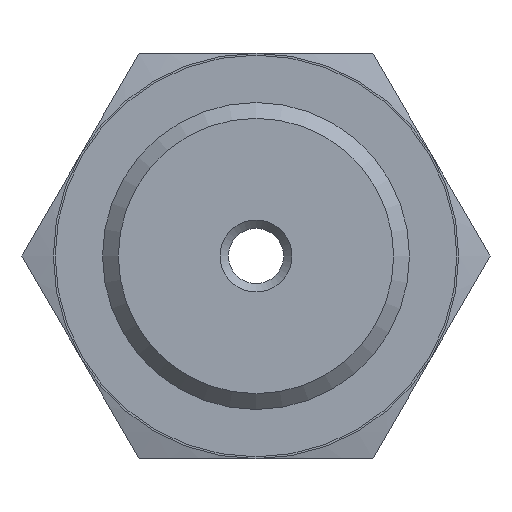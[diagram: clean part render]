
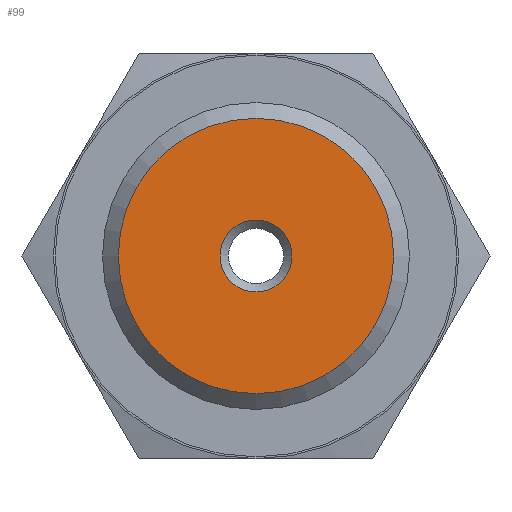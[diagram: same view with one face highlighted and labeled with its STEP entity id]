
A CAD part, left-side view. The second image highlights one B-rep face of the part: STEP entity #99.
In plain terms, the highlighted planar face has unit normal (-1, 0, 0).
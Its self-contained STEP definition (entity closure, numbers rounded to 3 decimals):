
#99 = ADVANCED_FACE( '', ( #185, #186 ), #187, .T. );
#185 = FACE_BOUND( '', #308, .T. );
#186 = FACE_OUTER_BOUND( '', #309, .T. );
#187 = PLANE( '', #310 );
#308 = EDGE_LOOP( '', ( #529 ) );
#309 = EDGE_LOOP( '', ( #530 ) );
#310 = AXIS2_PLACEMENT_3D( '', #531, #532, #533 );
#529 = ORIENTED_EDGE( '', *, *, #745, .T. );
#530 = ORIENTED_EDGE( '', *, *, #725, .F. );
#531 = CARTESIAN_POINT( '', ( 0., 7.475, 0. ) );
#532 = DIRECTION( '', ( -1., 0., 0. ) );
#533 = DIRECTION( '', ( 0., 0., 1. ) );
#725 = EDGE_CURVE( '', #842, #842, #843, .T. );
#745 = EDGE_CURVE( '', #875, #875, #876, .T. );
#842 = VERTEX_POINT( '', #1133 );
#843 = CIRCLE( '', #1134, 7.475 );
#875 = VERTEX_POINT( '', #1176 );
#876 = CIRCLE( '', #1177, 1.95 );
#1133 = CARTESIAN_POINT( '', ( 0., 0., -7.475 ) );
#1134 = AXIS2_PLACEMENT_3D( '', #1261, #1262, #1263 );
#1176 = CARTESIAN_POINT( '', ( 0., 0., -1.95 ) );
#1177 = AXIS2_PLACEMENT_3D( '', #1315, #1316, #1317 );
#1261 = CARTESIAN_POINT( '', ( 0., 0., 0. ) );
#1262 = DIRECTION( '', ( 1., 0., 0. ) );
#1263 = DIRECTION( '', ( 0., 0., -1. ) );
#1315 = CARTESIAN_POINT( '', ( 0., 0., 0. ) );
#1316 = DIRECTION( '', ( 1., 0., 0. ) );
#1317 = DIRECTION( '', ( 0., 0., -1. ) );
